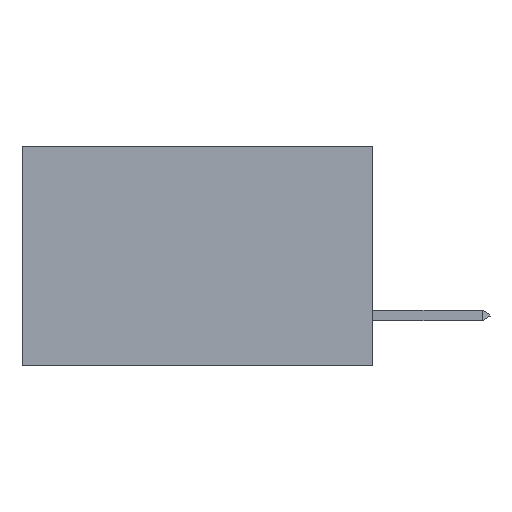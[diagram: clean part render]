
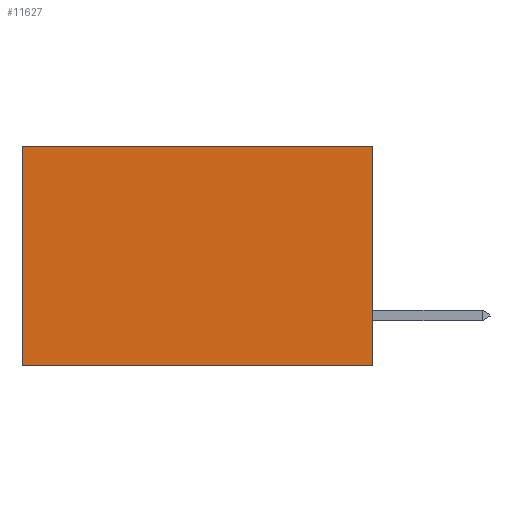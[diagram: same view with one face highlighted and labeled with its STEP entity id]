
A CAD part, left-side view. The second image highlights one B-rep face of the part: STEP entity #11627.
In plain terms, the highlighted planar face has unit normal (-1, 0, 0).
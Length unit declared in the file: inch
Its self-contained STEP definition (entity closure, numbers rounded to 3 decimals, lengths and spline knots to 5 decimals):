
#172 = LINE ( 'NONE', #957, #3506 ) ;
#658 = CARTESIAN_POINT ( 'NONE',  ( 0.277, 0.59, 0. ) ) ;
#957 = CARTESIAN_POINT ( 'NONE',  ( 0.277, 0., -0.37 ) ) ;
#1535 = DIRECTION ( 'NONE',  ( 0., 0., -1. ) ) ;
#2215 = VECTOR ( 'NONE', #1535, 39.37008 ) ;
#2422 = VECTOR ( 'NONE', #8241, 39.37008 ) ;
#2494 = DIRECTION ( 'NONE',  ( 0., 0., -1. ) ) ;
#2844 = VECTOR ( 'NONE', #8648, 39.37008 ) ;
#3506 = VECTOR ( 'NONE', #8700, 39.37008 ) ;
#3596 = EDGE_CURVE ( 'NONE', #7168, #11788, #14075, .T. ) ;
#6589 = CARTESIAN_POINT ( 'NONE',  ( 0.277, 0.59, -0.37 ) ) ;
#7093 = CARTESIAN_POINT ( 'NONE',  ( 0.277, 0., -0.37 ) ) ;
#7151 = CARTESIAN_POINT ( 'NONE',  ( 0.277, 0., 0. ) ) ;
#7168 = VERTEX_POINT ( 'NONE', #658 ) ;
#7328 = VERTEX_POINT ( 'NONE', #9900 ) ;
#7491 = CARTESIAN_POINT ( 'NONE',  ( 0.277, 0.59, -0.37 ) ) ;
#8026 = PLANE ( 'NONE',  #12408 ) ;
#8218 = VERTEX_POINT ( 'NONE', #11564 ) ;
#8241 = DIRECTION ( 'NONE',  ( 0., 1., 0. ) ) ;
#8648 = DIRECTION ( 'NONE',  ( 0., 0., -1. ) ) ;
#8700 = DIRECTION ( 'NONE',  ( 0., 1., 0. ) ) ;
#8771 = ORIENTED_EDGE ( 'NONE', *, *, #3596, .T. ) ;
#8993 = ORIENTED_EDGE ( 'NONE', *, *, #11375, .F. ) ;
#9125 = DIRECTION ( 'NONE',  ( 1., 0., 0. ) ) ;
#9162 = EDGE_CURVE ( 'NONE', #7328, #8218, #11050, .T. ) ;
#9210 = ORIENTED_EDGE ( 'NONE', *, *, #9162, .F. ) ;
#9284 = ORIENTED_EDGE ( 'NONE', *, *, #12268, .T. ) ;
#9763 = EDGE_LOOP ( 'NONE', ( #8771, #8993, #9210, #9284 ) ) ;
#9900 = CARTESIAN_POINT ( 'NONE',  ( 0.277, 0., 0. ) ) ;
#11050 = LINE ( 'NONE', #7093, #2215 ) ;
#11375 = EDGE_CURVE ( 'NONE', #8218, #11788, #172, .T. ) ;
#11564 = CARTESIAN_POINT ( 'NONE',  ( 0.277, 0., -0.37 ) ) ;
#11627 = ADVANCED_FACE ( 'NONE', ( #13860 ), #8026, .F. ) ;
#11788 = VERTEX_POINT ( 'NONE', #7491 ) ;
#12268 = EDGE_CURVE ( 'NONE', #7328, #7168, #13998, .T. ) ;
#12322 = CARTESIAN_POINT ( 'NONE',  ( 0.277, 0., -0.37 ) ) ;
#12408 = AXIS2_PLACEMENT_3D ( 'NONE', #12322, #9125, #2494 ) ;
#13860 = FACE_OUTER_BOUND ( 'NONE', #9763, .T. ) ;
#13998 = LINE ( 'NONE', #7151, #2422 ) ;
#14075 = LINE ( 'NONE', #6589, #2844 ) ;
